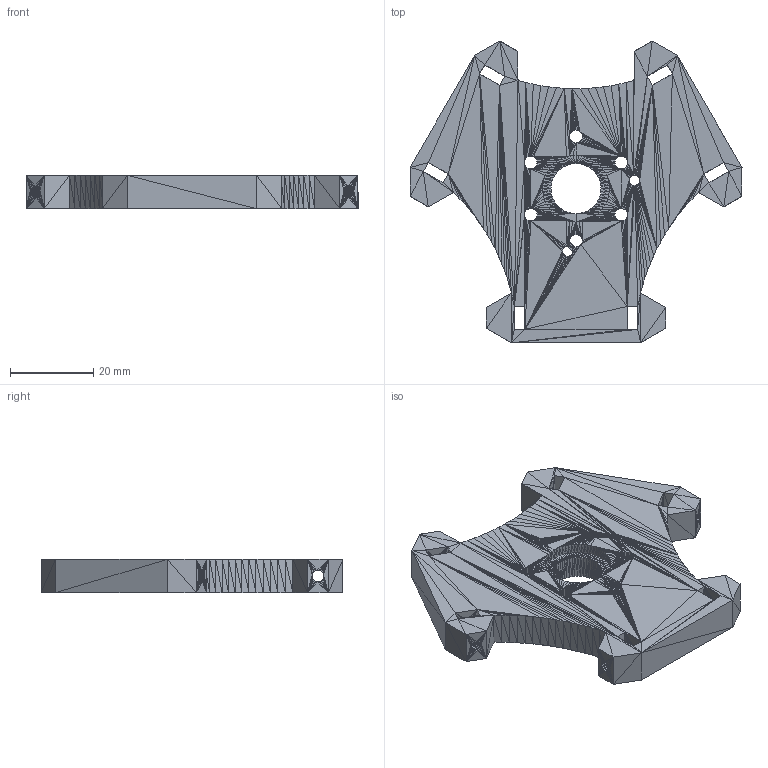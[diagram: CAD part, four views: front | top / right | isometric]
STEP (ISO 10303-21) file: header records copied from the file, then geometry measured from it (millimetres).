
FILE_DESCRIPTION (( 'STEP AP203' ), '1' );
FILE_NAME ('Base.STEP', '2018-11-24T13:48:15', ( '' ), ( '' ), 'SwSTEP 2.0', 'SolidWorks 2013', '' );
FILE_SCHEMA (( 'CONFIG_CONTROL_DESIGN' ));
Length unit declared in the file: millimetre
Products named in the file (1): Base
Bounding box: 79.58 x 72.37 x 8 mm (x, y, z)
Volume: 25553.5 mm3; surface area: 11513 mm2
Topology: 1 solids, 1 shells, 2761 faces, 4382 edges, 1583 vertices
Faces by surface type: plane 2761
Entity records: 56029 total; most frequent: DIRECTION 9906, ORIENTED_EDGE 8764, CARTESIAN_POINT 8727, VECTOR 4382, EDGE_CURVE 4382, LINE 4382, EDGE_LOOP 2769, AXIS2_PLACEMENT_3D 2762
